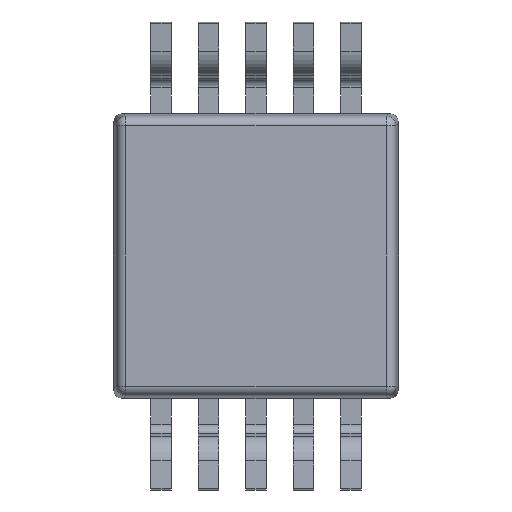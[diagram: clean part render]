
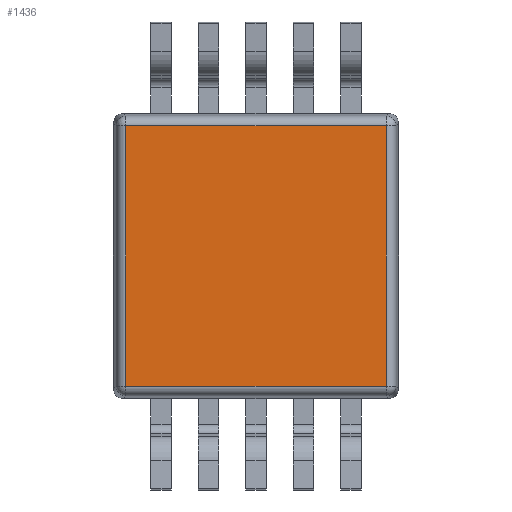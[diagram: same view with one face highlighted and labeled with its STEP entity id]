
A CAD part, front view. The second image highlights one B-rep face of the part: STEP entity #1436.
In plain terms, the highlighted planar face has unit normal (0, -1, 0).
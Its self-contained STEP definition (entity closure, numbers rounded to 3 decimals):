
#1391=VERTEX_POINT('',#1392);
#1392=CARTESIAN_POINT('',(1.372,-0.59,1.372));
#1418=VERTEX_POINT('',#1419);
#1419=CARTESIAN_POINT('',(-1.372,-0.59,1.372));
#1426=EDGE_CURVE('',#1418,#1391,#1427,.F.);
#1427=LINE('',#1428,#1429);
#1428=CARTESIAN_POINT('',(1.372,-0.59,1.372));
#1429=VECTOR('',#1430,1.0);
#1430=DIRECTION('',(-1.0,0.0,0.0));
#1436=ADVANCED_FACE('',(#1437),#1462,.T.);
#1437=FACE_BOUND('',#1438,.T.);
#1438=EDGE_LOOP('',(#1439,#1447,#1448,#1456));
#1439=ORIENTED_EDGE('',*,*,#1440,.T.);
#1440=EDGE_CURVE('',#1441,#1391,#1443,.T.);
#1441=VERTEX_POINT('',#1442);
#1442=CARTESIAN_POINT('',(1.372,-0.59,-1.372));
#1443=LINE('',#1444,#1445);
#1444=CARTESIAN_POINT('',(1.372,-0.59,-1.372));
#1445=VECTOR('',#1446,1.0);
#1446=DIRECTION('',(0.0,0.0,1.0));
#1447=ORIENTED_EDGE('',*,*,#1426,.F.);
#1448=ORIENTED_EDGE('',*,*,#1449,.T.);
#1449=EDGE_CURVE('',#1418,#1450,#1452,.T.);
#1450=VERTEX_POINT('',#1451);
#1451=CARTESIAN_POINT('',(-1.372,-0.59,-1.372));
#1452=LINE('',#1453,#1454);
#1453=CARTESIAN_POINT('',(-1.372,-0.59,1.372));
#1454=VECTOR('',#1455,1.0);
#1455=DIRECTION('',(0.0,0.0,-1.0));
#1456=ORIENTED_EDGE('',*,*,#1457,.T.);
#1457=EDGE_CURVE('',#1450,#1441,#1458,.T.);
#1458=LINE('',#1459,#1460);
#1459=CARTESIAN_POINT('',(-1.372,-0.59,-1.372));
#1460=VECTOR('',#1461,1.0);
#1461=DIRECTION('',(1.0,0.0,0.0));
#1462=PLANE('',#1463);
#1463=AXIS2_PLACEMENT_3D('',#1464,#1465,#1466);
#1464=CARTESIAN_POINT('',(-1.5,-0.59,-1.5));
#1465=DIRECTION('',(0.0,-1.0,0.0));
#1466=DIRECTION('',(1.0,0.0,0.0));
